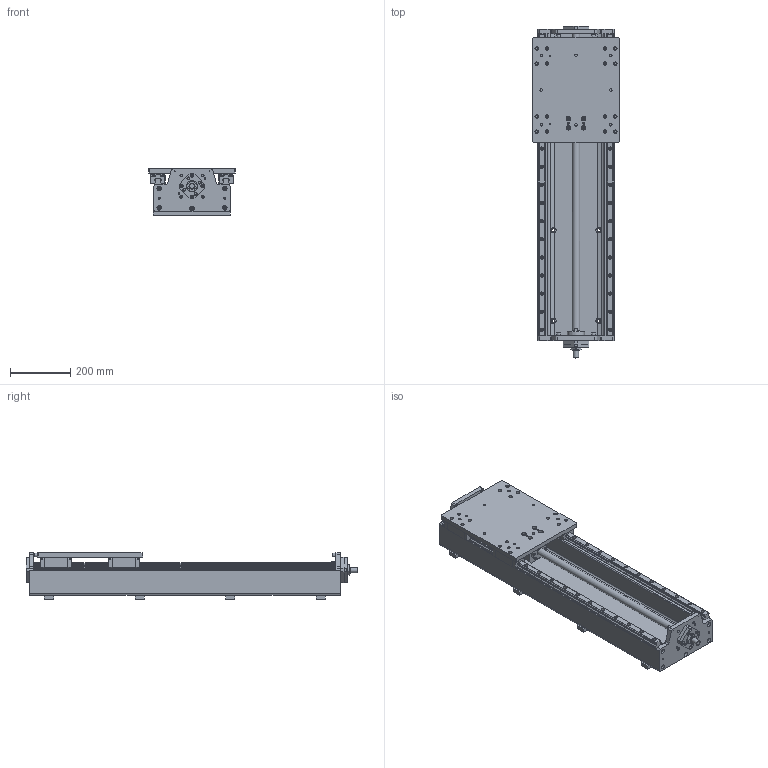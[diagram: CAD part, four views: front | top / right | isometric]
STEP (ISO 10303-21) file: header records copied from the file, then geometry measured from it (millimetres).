
FILE_DESCRIPTION((''),'2;1');
FILE_NAME('KK-HD-285-25-25XX-1000.stp','2009-03-22T19:47:30',('kurt'),(''),'Autodesk Inventor 2008','Autodesk Inventor 2008','');
FILE_SCHEMA(('AUTOMOTIVE_DESIGN { 1 0 10303 214 1 1 1 1 }'));
Length unit declared in the file: millimetre
Products named in the file (1): Part164
Bounding box: 285 x 1099 x 155 mm (x, y, z)
Volume: 14791559.6 mm3; surface area: 1547491.2 mm2
Topology: 21 solids, 21 shells, 2414 faces, 6452 edges, 4242 vertices
Faces by surface type: plane 1546, cylinder 479, bspline 247, cone 126, torus 16
Full cylindrical faces by diameter (mm): 2.459 x4, 3 x4, 3.5 x4, 3.6 x1, 4 x1, 4.917 x49, 5.5 x4, 6 x30, 6.6 x30, 6.647 x14, 7 x34, 8 x4, 8.376 x8, 9 x18, 10 x4, 10.106 x8, 11 x62, 15 x18, 17 x1, 18 x8, 19 x1, 20 x4, 23 x1, 25 x3, 26 x1, 28.64 x4, 29.082 x2, 37 x2, 38 x1, 38.36 x4
Entity records: 79607 total; most frequent: CARTESIAN_POINT 19833, ORIENTED_EDGE 11744, DIRECTION 10776, EDGE_CURVE 5872, VECTOR 4224, LINE 4224, VERTEX_POINT 4110, AXIS2_PLACEMENT_3D 3276
